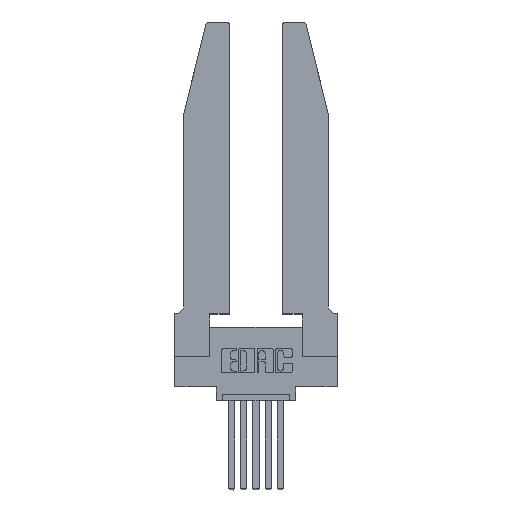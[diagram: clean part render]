
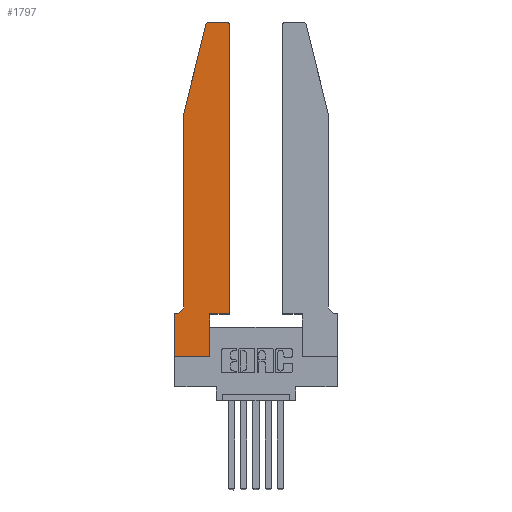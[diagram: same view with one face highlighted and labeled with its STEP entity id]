
A CAD part, top view. The second image highlights one B-rep face of the part: STEP entity #1797.
In plain terms, the highlighted planar face has unit normal (0, 0, 1).
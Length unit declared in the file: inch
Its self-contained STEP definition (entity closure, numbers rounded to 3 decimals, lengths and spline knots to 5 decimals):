
#312 = LINE ( 'NONE', #4367, #12708 ) ;
#436 = VECTOR ( 'NONE', #11014, 39.37008 ) ;
#760 = CARTESIAN_POINT ( 'NONE',  ( 0.2605, 2.75, 0.37 ) ) ;
#762 = CARTESIAN_POINT ( 'NONE',  ( 0.284, 2.75, 0.37 ) ) ;
#821 = AXIS2_PLACEMENT_3D ( 'NONE', #4781, #4734, #1828 ) ;
#924 = ORIENTED_EDGE ( 'NONE', *, *, #4326, .T. ) ;
#991 = ORIENTED_EDGE ( 'NONE', *, *, #11031, .T. ) ;
#1045 = CARTESIAN_POINT ( 'NONE',  ( 0.4505, 0.35, 0.37 ) ) ;
#1157 = PLANE ( 'NONE',  #10471 ) ;
#1788 = EDGE_CURVE ( 'NONE', #4356, #2937, #3465, .T. ) ;
#1797 = ADVANCED_FACE ( 'NONE', ( #3621 ), #1157, .T. ) ;
#1828 = DIRECTION ( 'NONE',  ( -1., 0., 0. ) ) ;
#1940 = EDGE_CURVE ( 'NONE', #9587, #4356, #10983, .T. ) ;
#2220 = DIRECTION ( 'NONE',  ( 1., 0., 0. ) ) ;
#2535 = CARTESIAN_POINT ( 'NONE',  ( 0., 0.35, 0.37 ) ) ;
#2627 = DIRECTION ( 'NONE',  ( 1., 0., 0. ) ) ;
#2937 = VERTEX_POINT ( 'NONE', #6652 ) ;
#3177 = ORIENTED_EDGE ( 'NONE', *, *, #5681, .T. ) ;
#3234 = LINE ( 'NONE', #13046, #436 ) ;
#3307 = EDGE_CURVE ( 'NONE', #2937, #5023, #5868, .T. ) ;
#3329 = ORIENTED_EDGE ( 'NONE', *, *, #12474, .T. ) ;
#3465 = CIRCLE ( 'NONE', #6764, 0.03 ) ;
#3592 = DIRECTION ( 'NONE',  ( 1., 0., 0. ) ) ;
#3621 = FACE_OUTER_BOUND ( 'NONE', #4955, .T. ) ;
#3939 = CARTESIAN_POINT ( 'NONE',  ( 0.2865, 0., 0.37 ) ) ;
#4121 = CARTESIAN_POINT ( 'NONE',  ( 0.0755, 2., 0.37 ) ) ;
#4326 = EDGE_CURVE ( 'NONE', #5032, #9587, #312, .T. ) ;
#4356 = VERTEX_POINT ( 'NONE', #6757 ) ;
#4367 = CARTESIAN_POINT ( 'NONE',  ( 0.4505, 0.35, 0.37 ) ) ;
#4416 = LINE ( 'NONE', #5958, #12889 ) ;
#4541 = VECTOR ( 'NONE', #6762, 39.37008 ) ;
#4582 = VECTOR ( 'NONE', #9456, 39.37008 ) ;
#4734 = DIRECTION ( 'NONE',  ( 0., 0., -1. ) ) ;
#4781 = CARTESIAN_POINT ( 'NONE',  ( 0.0055, 0.42, 0.37 ) ) ;
#4842 = CARTESIAN_POINT ( 'NONE',  ( 0.2865, 0.35, 0.37 ) ) ;
#4955 = EDGE_LOOP ( 'NONE', ( #8698, #7500, #12576, #3329, #3177, #7763, #991, #10528, #12459, #924, #5341, #9322 ) ) ;
#5023 = VERTEX_POINT ( 'NONE', #762 ) ;
#5032 = VERTEX_POINT ( 'NONE', #10758 ) ;
#5341 = ORIENTED_EDGE ( 'NONE', *, *, #1940, .T. ) ;
#5452 = CIRCLE ( 'NONE', #821, 0.07 ) ;
#5681 = EDGE_CURVE ( 'NONE', #13333, #12632, #5452, .T. ) ;
#5759 = CARTESIAN_POINT ( 'NONE',  ( 0.0755, 2., 0.37 ) ) ;
#5835 = LINE ( 'NONE', #4842, #12058 ) ;
#5868 = LINE ( 'NONE', #760, #8175 ) ;
#5958 = CARTESIAN_POINT ( 'NONE',  ( 0., 0., 0.37 ) ) ;
#6192 = EDGE_CURVE ( 'NONE', #5023, #11817, #11511, .T. ) ;
#6652 = CARTESIAN_POINT ( 'NONE',  ( 0.4205, 2.75, 0.37 ) ) ;
#6757 = CARTESIAN_POINT ( 'NONE',  ( 0.4505, 2.72, 0.37 ) ) ;
#6762 = DIRECTION ( 'NONE',  ( -1., 0., 0. ) ) ;
#6764 = AXIS2_PLACEMENT_3D ( 'NONE', #12808, #10670, #2220 ) ;
#7167 = CARTESIAN_POINT ( 'NONE',  ( 0., 0., 0.37 ) ) ;
#7356 = LINE ( 'NONE', #4121, #4582 ) ;
#7500 = ORIENTED_EDGE ( 'NONE', *, *, #6192, .T. ) ;
#7724 = CARTESIAN_POINT ( 'NONE',  ( 0.284, 2.72, 0.37 ) ) ;
#7757 = VERTEX_POINT ( 'NONE', #2535 ) ;
#7763 = ORIENTED_EDGE ( 'NONE', *, *, #12878, .T. ) ;
#8089 = DIRECTION ( 'NONE',  ( -1., 0., 0. ) ) ;
#8175 = VECTOR ( 'NONE', #8089, 39.37008 ) ;
#8314 = AXIS2_PLACEMENT_3D ( 'NONE', #7724, #8792, #3592 ) ;
#8445 = CARTESIAN_POINT ( 'NONE',  ( 0., 0.35, 0.37 ) ) ;
#8524 = VECTOR ( 'NONE', #11574, 39.37008 ) ;
#8611 = EDGE_CURVE ( 'NONE', #12972, #10492, #4416, .T. ) ;
#8698 = ORIENTED_EDGE ( 'NONE', *, *, #3307, .T. ) ;
#8792 = DIRECTION ( 'NONE',  ( 0., 0., 1. ) ) ;
#9320 = EDGE_CURVE ( 'NONE', #11817, #12766, #10284, .T. ) ;
#9322 = ORIENTED_EDGE ( 'NONE', *, *, #1788, .T. ) ;
#9456 = DIRECTION ( 'NONE',  ( 0., -1., 0. ) ) ;
#9587 = VERTEX_POINT ( 'NONE', #10270 ) ;
#9793 = VECTOR ( 'NONE', #12571, 39.37008 ) ;
#10043 = EDGE_CURVE ( 'NONE', #10492, #5032, #5835, .T. ) ;
#10270 = CARTESIAN_POINT ( 'NONE',  ( 0.4505, 0.35, 0.37 ) ) ;
#10284 = LINE ( 'NONE', #12531, #9793 ) ;
#10471 = AXIS2_PLACEMENT_3D ( 'NONE', #8445, #10756, #2627 ) ;
#10492 = VERTEX_POINT ( 'NONE', #3939 ) ;
#10528 = ORIENTED_EDGE ( 'NONE', *, *, #8611, .T. ) ;
#10670 = DIRECTION ( 'NONE',  ( 0., 0., 1. ) ) ;
#10756 = DIRECTION ( 'NONE',  ( 0., 0., 1. ) ) ;
#10758 = CARTESIAN_POINT ( 'NONE',  ( 0.2865, 0.35, 0.37 ) ) ;
#10983 = LINE ( 'NONE', #1045, #8524 ) ;
#11014 = DIRECTION ( 'NONE',  ( 0., -1., 0. ) ) ;
#11022 = CARTESIAN_POINT ( 'NONE',  ( 0.0755, 0.42, 0.37 ) ) ;
#11031 = EDGE_CURVE ( 'NONE', #7757, #12972, #3234, .T. ) ;
#11312 = DIRECTION ( 'NONE',  ( 1., 0., 0. ) ) ;
#11511 = CIRCLE ( 'NONE', #8314, 0.03 ) ;
#11574 = DIRECTION ( 'NONE',  ( 0., 1., 0. ) ) ;
#11817 = VERTEX_POINT ( 'NONE', #11888 ) ;
#11888 = CARTESIAN_POINT ( 'NONE',  ( 0.25487, 2.72718, 0.37 ) ) ;
#12058 = VECTOR ( 'NONE', #13182, 39.37008 ) ;
#12459 = ORIENTED_EDGE ( 'NONE', *, *, #10043, .T. ) ;
#12474 = EDGE_CURVE ( 'NONE', #12766, #13333, #7356, .T. ) ;
#12531 = CARTESIAN_POINT ( 'NONE',  ( 0.0755, 2., 0.37 ) ) ;
#12571 = DIRECTION ( 'NONE',  ( -0.239, -0.971, 0. ) ) ;
#12576 = ORIENTED_EDGE ( 'NONE', *, *, #9320, .T. ) ;
#12632 = VERTEX_POINT ( 'NONE', #13194 ) ;
#12667 = DIRECTION ( 'NONE',  ( 1., 0., 0. ) ) ;
#12708 = VECTOR ( 'NONE', #12667, 39.37008 ) ;
#12766 = VERTEX_POINT ( 'NONE', #5759 ) ;
#12808 = CARTESIAN_POINT ( 'NONE',  ( 0.4205, 2.72, 0.37 ) ) ;
#12865 = LINE ( 'NONE', #12975, #4541 ) ;
#12878 = EDGE_CURVE ( 'NONE', #12632, #7757, #12865, .T. ) ;
#12889 = VECTOR ( 'NONE', #11312, 39.37008 ) ;
#12972 = VERTEX_POINT ( 'NONE', #7167 ) ;
#12975 = CARTESIAN_POINT ( 'NONE',  ( 0.0755, 0.35, 0.37 ) ) ;
#13046 = CARTESIAN_POINT ( 'NONE',  ( 0., 0., 0.37 ) ) ;
#13182 = DIRECTION ( 'NONE',  ( 0., 1., 0. ) ) ;
#13194 = CARTESIAN_POINT ( 'NONE',  ( 0.0055, 0.35, 0.37 ) ) ;
#13333 = VERTEX_POINT ( 'NONE', #11022 ) ;
